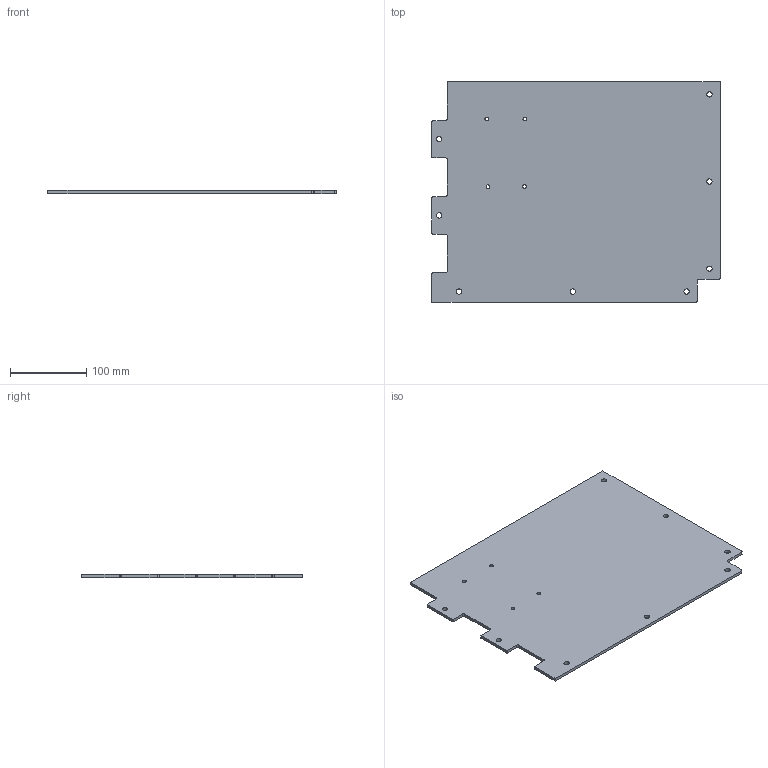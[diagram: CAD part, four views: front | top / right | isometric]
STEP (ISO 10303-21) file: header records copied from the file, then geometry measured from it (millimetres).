
FILE_DESCRIPTION(/* description */ (''),/* implementation_level */ '2;1');
FILE_NAME(/* name */ 'panel_idex_electronics_split_400_bottom_right.step',/* time_stamp */ '2023-07-25T11:35:50+01:00',/* author */ (''),/* organization */ (''),/* preprocessor_version */ 'ST-DEVELOPER v20',/* originating_system */ 'Autodesk Translation Framework v12.9.0.99',/* authorisation */ '');
FILE_SCHEMA (('AUTOMOTIVE_DESIGN { 1 0 10303 214 3 1 1 }'));
Length unit declared in the file: millimetre
Products named in the file (1): BR
Bounding box: 378.5 x 289.5 x 4 mm (x, y, z)
Volume: 420950.3 mm3; surface area: 217047.2 mm2
Topology: 1 solids, 1 shells, 43 faces, 123 edges, 82 vertices
Faces by surface type: cylinder 25, plane 18
Full cylindrical faces by diameter (mm): 4.8 x4, 7 x8
Entity records: 1508 total; most frequent: DIRECTION 261, CARTESIAN_POINT 249, ORIENTED_EDGE 246, EDGE_CURVE 123, AXIS2_PLACEMENT_3D 94, VERTEX_POINT 82, LINE 73, VECTOR 73
